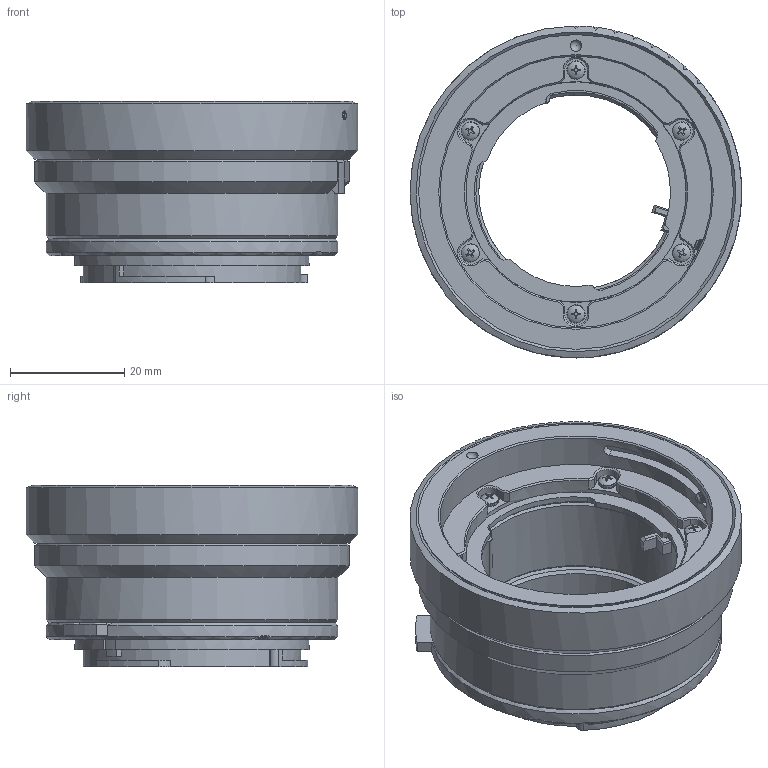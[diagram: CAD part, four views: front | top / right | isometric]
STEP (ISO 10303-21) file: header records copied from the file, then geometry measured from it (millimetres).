
FILE_DESCRIPTION(/* description */ (''),/* implementation_level */ '2;1');
FILE_NAME(/* name */ 'assembly_DKL_PENF',/* time_stamp */ '2023-12-11T18:08:39-05:00',/* author */ ('George Moua'),/* organization */ ('Archive 663'),/* preprocessor_version */ 'ST-DEVELOPER v16.7',/* originating_system */ 'Solid Edge',/* authorisation */ 'Unknown');
FILE_SCHEMA (('AUTOMOTIVE_DESIGN {1 0 10303 214 3 1 1}'));
Length unit declared in the file: millimetre
Products named in the file (9): dumbAdapter_PENF; mountLensBase_lensLock_PENF; M2_setScrew_6mm; M1.6_panHead_5mm; mountLensDumbBody_PENF; mountBodyBase_apertureRing_DKL_stepless; mountBodyBase_DKL_stepless; mountBodyBase_lensLock_DKL; dumbBody_DKL_PENF
Assembly tree (16 placements, depth 2):
  dumbAdapter_PENF
    mountLensBase_lensLock_PENF
    M2_setScrew_6mm
    M1.6_panHead_5mm  x9
    mountLensDumbBody_PENF
    mountBodyBase_apertureRing_DKL_stepless
    mountBodyBase_DKL_stepless
    mountBodyBase_lensLock_DKL
    dumbBody_DKL_PENF
Bounding box: 58 x 58 x 31.8 mm (x, y, z)
Volume: 31316.1 mm3; surface area: 21849.4 mm2
Topology: 25 solids, 25 shells, 671 faces, 1717 edges, 1109 vertices
Faces by surface type: plane 362, cylinder 166, cone 94, bspline 20, torus 18, sphere 11
Full cylindrical faces by diameter (mm): 1.3 x9, 1.6 x1, 1.8 x9, 3.203 x9, 34 x1, 38.5 x1, 47.5 x1, 51 x3, 51.5 x1, 55 x1, 58 x1
Entity records: 24856 total; most frequent: CARTESIAN_POINT 13829, DIRECTION 2086, ORIENTED_EDGE 1982, EDGE_CURVE 991, AXIS2_PLACEMENT_3D 787, VERTEX_POINT 659, LINE 512, VECTOR 512
